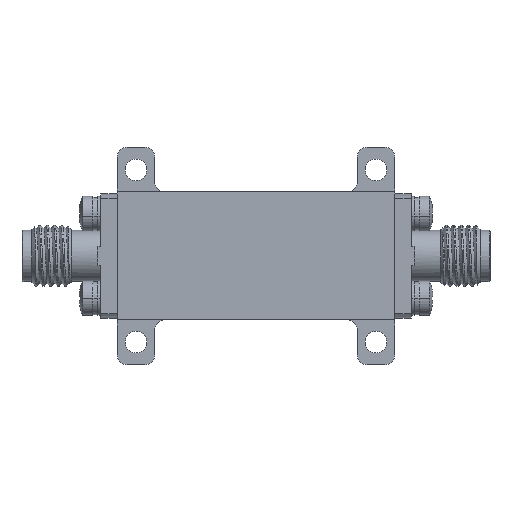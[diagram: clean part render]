
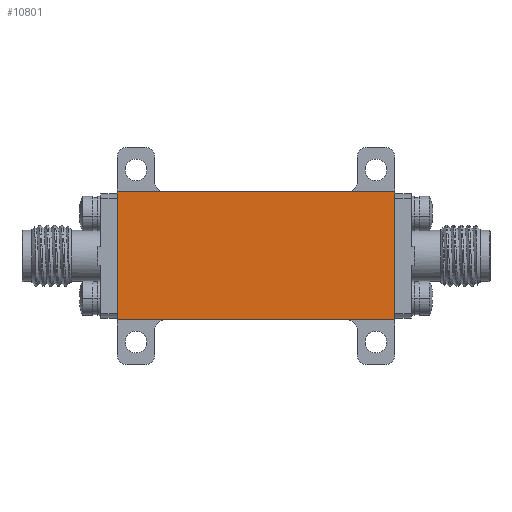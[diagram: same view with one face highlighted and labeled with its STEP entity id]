
A CAD part, top view. The second image highlights one B-rep face of the part: STEP entity #10801.
In plain terms, the highlighted planar face has unit normal (0, 0, 1).
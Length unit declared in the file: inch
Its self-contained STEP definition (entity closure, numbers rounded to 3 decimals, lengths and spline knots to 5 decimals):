
#13 = AXIS2_PLACEMENT_3D ( 'NONE', #12500, #16601, #10903 ) ;
#1199 = EDGE_CURVE ( 'NONE', #2705, #6056, #3067, .T. ) ;
#1400 = ORIENTED_EDGE ( 'NONE', *, *, #1199, .T. ) ;
#2240 = DIRECTION ( 'NONE',  ( 0., -1., 0. ) ) ;
#2705 = VERTEX_POINT ( 'NONE', #4325 ) ;
#2776 = CARTESIAN_POINT ( 'NONE',  ( -0.55512, -0.25591, 0.27953 ) ) ;
#3067 = LINE ( 'NONE', #15182, #10823 ) ;
#3290 = VERTEX_POINT ( 'NONE', #11617 ) ;
#3812 = CARTESIAN_POINT ( 'NONE',  ( -0.55512, 0.25591, 0.27953 ) ) ;
#3960 = CARTESIAN_POINT ( 'NONE',  ( 0.55512, 0.25591, 0.27953 ) ) ;
#4231 = DIRECTION ( 'NONE',  ( -1., 0., 0. ) ) ;
#4325 = CARTESIAN_POINT ( 'NONE',  ( 0.55512, -0.25591, 0.27953 ) ) ;
#6056 = VERTEX_POINT ( 'NONE', #3960 ) ;
#6888 = FACE_OUTER_BOUND ( 'NONE', #12860, .T. ) ;
#7132 = VECTOR ( 'NONE', #12508, 39.37008 ) ;
#7936 = EDGE_CURVE ( 'NONE', #6056, #9272, #10966, .T. ) ;
#8451 = ORIENTED_EDGE ( 'NONE', *, *, #12220, .T. ) ;
#9272 = VERTEX_POINT ( 'NONE', #11778 ) ;
#10793 = VECTOR ( 'NONE', #2240, 39.37008 ) ;
#10801 = ADVANCED_FACE ( 'NONE', ( #6888 ), #13787, .T. ) ;
#10823 = VECTOR ( 'NONE', #16566, 39.37008 ) ;
#10903 = DIRECTION ( 'NONE',  ( 1., 0., 0. ) ) ;
#10966 = LINE ( 'NONE', #16417, #11504 ) ;
#11504 = VECTOR ( 'NONE', #4231, 39.37008 ) ;
#11617 = CARTESIAN_POINT ( 'NONE',  ( -0.55512, -0.25591, 0.27953 ) ) ;
#11778 = CARTESIAN_POINT ( 'NONE',  ( -0.55512, 0.25591, 0.27953 ) ) ;
#12220 = EDGE_CURVE ( 'NONE', #9272, #3290, #14332, .T. ) ;
#12500 = CARTESIAN_POINT ( 'NONE',  ( 0., 0., 0.27953 ) ) ;
#12508 = DIRECTION ( 'NONE',  ( 1., 0., 0. ) ) ;
#12860 = EDGE_LOOP ( 'NONE', ( #1400, #14301, #8451, #13320 ) ) ;
#13320 = ORIENTED_EDGE ( 'NONE', *, *, #15107, .T. ) ;
#13787 = PLANE ( 'NONE',  #13 ) ;
#13795 = LINE ( 'NONE', #2776, #7132 ) ;
#14301 = ORIENTED_EDGE ( 'NONE', *, *, #7936, .T. ) ;
#14332 = LINE ( 'NONE', #3812, #10793 ) ;
#15107 = EDGE_CURVE ( 'NONE', #3290, #2705, #13795, .T. ) ;
#15182 = CARTESIAN_POINT ( 'NONE',  ( 0.55512, 0.25591, 0.27953 ) ) ;
#16417 = CARTESIAN_POINT ( 'NONE',  ( -0.55512, 0.25591, 0.27953 ) ) ;
#16566 = DIRECTION ( 'NONE',  ( 0., 1., 0. ) ) ;
#16601 = DIRECTION ( 'NONE',  ( 0., 0., 1. ) ) ;
